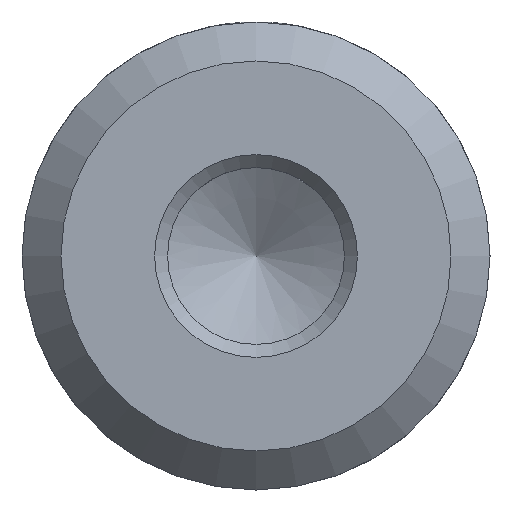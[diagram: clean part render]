
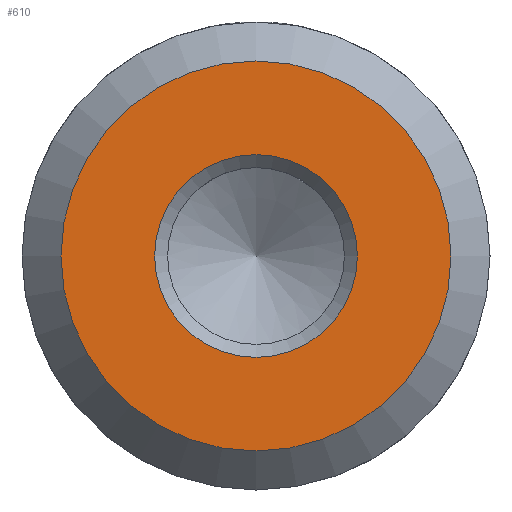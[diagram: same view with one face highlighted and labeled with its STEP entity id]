
A CAD part, left-side view. The second image highlights one B-rep face of the part: STEP entity #610.
In plain terms, the highlighted planar face has unit normal (-1, 0, 0).
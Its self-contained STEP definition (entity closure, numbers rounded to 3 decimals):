
#28=PLANE('',#660);
#113=ORIENTED_EDGE('',*,*,#198,.T.);
#114=ORIENTED_EDGE('',*,*,#199,.T.);
#198=EDGE_CURVE('',#242,#242,#266,.T.);
#199=EDGE_CURVE('',#243,#243,#267,.F.);
#242=VERTEX_POINT('',#941);
#243=VERTEX_POINT('',#943);
#266=CIRCLE('',#661,3.9);
#267=CIRCLE('',#662,7.5);
#292=EDGE_LOOP('',(#113));
#293=EDGE_LOOP('',(#114));
#348=FACE_BOUND('',#292,.T.);
#349=FACE_BOUND('',#293,.T.);
#610=ADVANCED_FACE('',(#348,#349),#28,.F.);
#660=AXIS2_PLACEMENT_3D('',#939,#741,#742);
#661=AXIS2_PLACEMENT_3D('',#940,#743,#744);
#662=AXIS2_PLACEMENT_3D('',#942,#745,#746);
#741=DIRECTION('',(1.,0.,0.));
#742=DIRECTION('',(0.,0.,-1.));
#743=DIRECTION('',(1.,0.,0.));
#744=DIRECTION('',(0.,0.,-1.));
#745=DIRECTION('',(1.,0.,0.));
#746=DIRECTION('',(0.,0.,-1.));
#939=CARTESIAN_POINT('',(-60.5,0.,9.));
#940=CARTESIAN_POINT('',(-60.5,0.,0.));
#941=CARTESIAN_POINT('',(-60.5,0.,-3.9));
#942=CARTESIAN_POINT('',(-60.5,0.,0.));
#943=CARTESIAN_POINT('',(-60.5,0.,-7.5));
